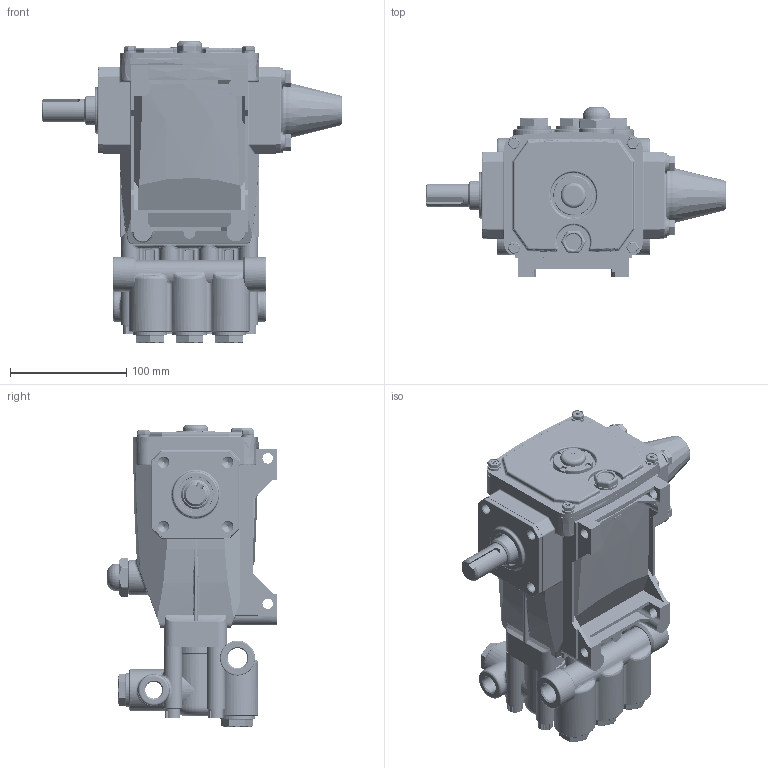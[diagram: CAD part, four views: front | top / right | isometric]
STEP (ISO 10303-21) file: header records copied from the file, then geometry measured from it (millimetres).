
FILE_DESCRIPTION (( 'STEP AP214' ), '1' );
FILE_NAME ('5CP2120.STEP', '2004-08-27T17:32:49', ( 'MIS' ), ( 'DDC' ), 'SwSTEP 2.0', 'SolidWorks 2004015', '' );
FILE_SCHEMA (( 'AUTOMOTIVE_DESIGN' ));
Length unit declared in the file: millimetre
Products named in the file (1): 5CP2120
Bounding box: 258.5 x 146.2 x 259.25 mm (x, y, z)
Volume: 1437042.9 mm3; surface area: 515898.3 mm2
Topology: 37 solids, 37 shells, 5590 faces, 15130 edges, 9716 vertices
Faces by surface type: plane 3131, cylinder 1381, torus 465, bspline 347, cone 238, sphere 28
Entity records: 447828 total; most frequent: CARTESIAN_POINT 250063, ORIENTED_EDGE 30104, DIRECTION 26698, EDGE_CURVE 15052, AXIS2_PLACEMENT_3D 9914, VERTEX_POINT 9705, VECTOR 6870, LINE 6870
